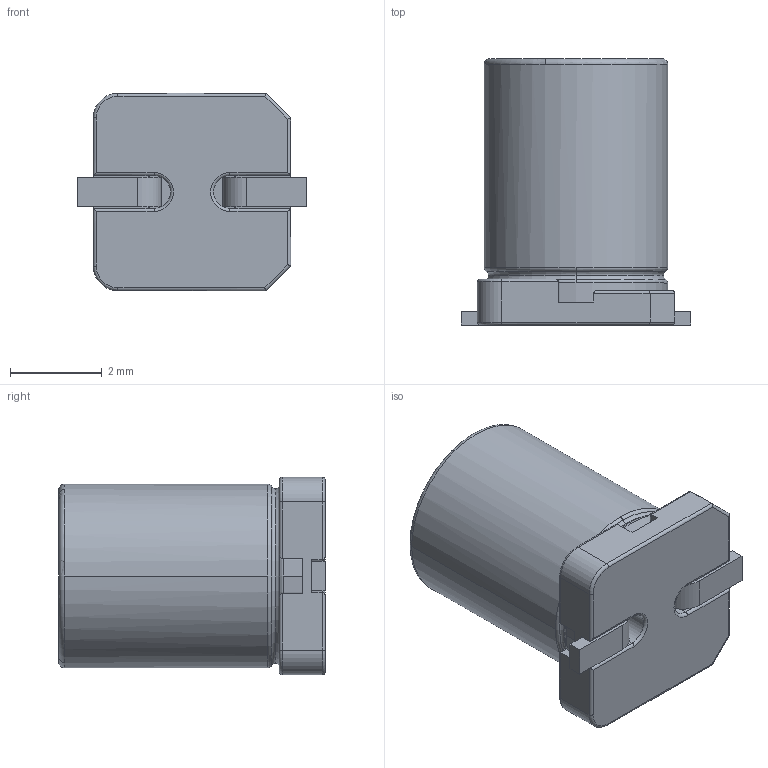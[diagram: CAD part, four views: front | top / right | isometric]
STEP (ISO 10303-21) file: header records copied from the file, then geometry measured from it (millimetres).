
FILE_DESCRIPTION (( 'STEP AP214' ), '1' );
FILE_NAME ('Panasonic (FP)(B) SQ(4.3) D(4) (L5.8).STEP', '2019-12-07T02:14:54', ( '' ), ( '' ), 'SwSTEP 2.0', 'SolidWorks 2019', '' );
FILE_SCHEMA (( 'AUTOMOTIVE_DESIGN' ));
Length unit declared in the file: millimetre
Products named in the file (4): SMD AEC (Cylinder); SMD AEC (Base); Panasonic (FP)(B) SQ(4.3) D(4) (L5.8); SMD AEC (Pin)
Assembly tree (4 placements, depth 2):
  Panasonic (FP)(B) SQ(4.3) D(4) (L5.8)
    SMD AEC (Base)
    SMD AEC (Pin)  x2
    SMD AEC (Cylinder)
Bounding box: 5 x 5.8 x 4.3 mm (x, y, z)
Volume: 77.4 mm3; surface area: 155.6 mm2
Topology: 4 solids, 4 shells, 114 faces, 271 edges, 163 vertices
Faces by surface type: cylinder 48, plane 45, torus 21
Entity records: 3297 total; most frequent: CARTESIAN_POINT 745, DIRECTION 517, ORIENTED_EDGE 494, EDGE_CURVE 247, AXIS2_PLACEMENT_3D 189, VERTEX_POINT 147, VECTOR 139, LINE 139
